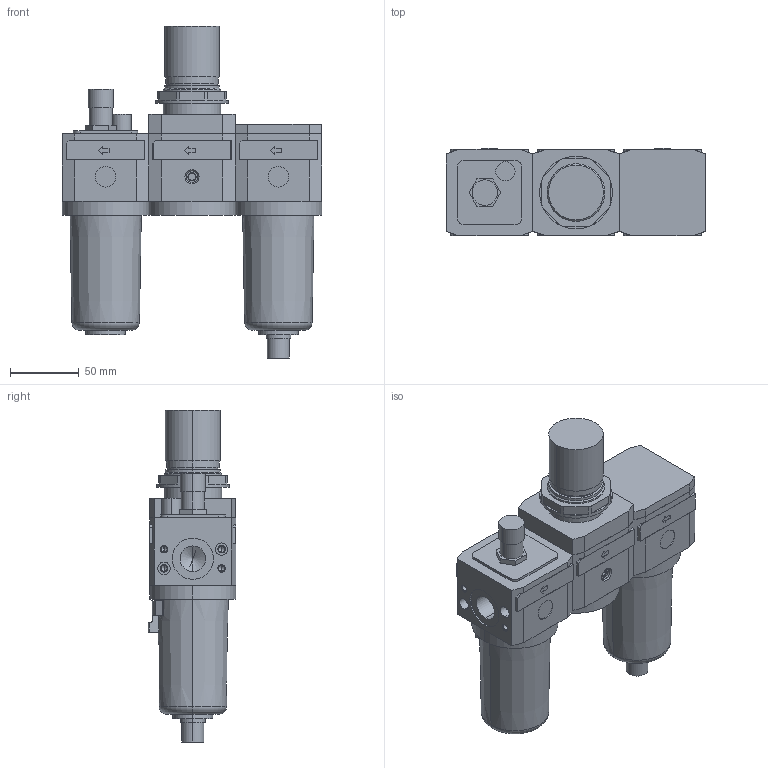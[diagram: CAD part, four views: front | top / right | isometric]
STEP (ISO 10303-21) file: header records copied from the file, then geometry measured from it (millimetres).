
FILE_DESCRIPTION((''),'2;1');
FILE_NAME('17307B_.stp','2003-06-16T14:59:39',('maffial1'),(''),'Autodesk Inventor 7','Autodesk Inventor 7','');
FILE_SCHEMA(('AUTOMOTIVE_DESIGN { 1 0 10303 214 1 1 1 1 }'));
Length unit declared in the file: millimetre
Products named in the file (7): 17307B_; 17301B_; 17303B; 17302B_; 17302B_(1); RS_1702_12; RK_1701_020
Assembly tree (6 placements, depth 3):
  17307B_
    17301B_
    17303B
    17302B_
      17302B_(1)
      RS_1702_12
      RK_1701_020
Bounding box: 189 x 64.18 x 242.2 mm (x, y, z)
Volume: 1156616.3 mm3; surface area: 150409.7 mm2
Topology: 5 solids, 11 shells, 563 faces, 1369 edges, 847 vertices
Faces by surface type: plane 218, bspline 207, cylinder 92, cone 38, torus 8
Entity records: 17918 total; most frequent: CARTESIAN_POINT 5181, ORIENTED_EDGE 2642, DIRECTION 2472, EDGE_CURVE 1321, VECTOR 884, LINE 884, VERTEX_POINT 847, AXIS2_PLACEMENT_3D 794
